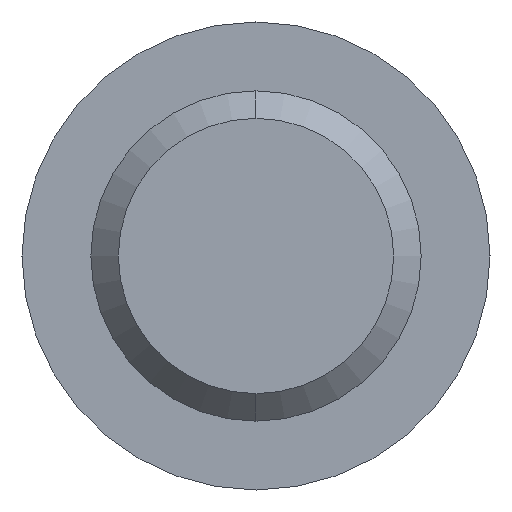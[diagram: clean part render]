
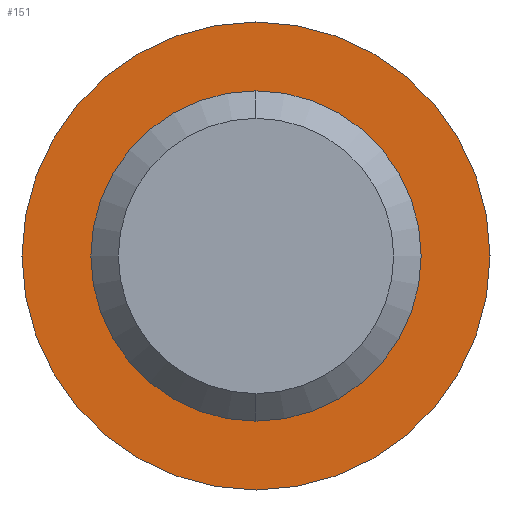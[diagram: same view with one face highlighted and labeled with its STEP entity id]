
A CAD part, left-side view. The second image highlights one B-rep face of the part: STEP entity #151.
In plain terms, the highlighted planar face has unit normal (-1, 0, 0).
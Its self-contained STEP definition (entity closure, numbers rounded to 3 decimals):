
#9 = AXIS2_PLACEMENT_3D ( 'NONE', #193, #170, #320 ) ;
#17 = DIRECTION ( 'NONE',  ( 0., 0., -1. ) ) ;
#21 = FACE_BOUND ( 'NONE', #112, .T. ) ;
#26 = EDGE_LOOP ( 'NONE', ( #232, #290 ) ) ;
#30 = CARTESIAN_POINT ( 'NONE',  ( -8., 0., 0. ) ) ;
#39 = AXIS2_PLACEMENT_3D ( 'NONE', #217, #153, #276 ) ;
#48 = CIRCLE ( 'NONE', #233, 3. ) ;
#50 = EDGE_CURVE ( 'NONE', #215, #270, #387, .T. ) ;
#65 = EDGE_CURVE ( 'NONE', #351, #333, #48, .T. ) ;
#70 = AXIS2_PLACEMENT_3D ( 'NONE', #284, #125, #250 ) ;
#82 = ORIENTED_EDGE ( 'NONE', *, *, #65, .T. ) ;
#86 = ORIENTED_EDGE ( 'NONE', *, *, #109, .T. ) ;
#90 = CARTESIAN_POINT ( 'NONE',  ( -8., 0., -4.25 ) ) ;
#99 = CARTESIAN_POINT ( 'NONE',  ( -8., 0., -3. ) ) ;
#109 = EDGE_CURVE ( 'NONE', #333, #351, #381, .T. ) ;
#112 = EDGE_LOOP ( 'NONE', ( #86, #82 ) ) ;
#125 = DIRECTION ( 'NONE',  ( 1., 0., 0. ) ) ;
#133 = DIRECTION ( 'NONE',  ( 0., 0., 1. ) ) ;
#147 = DIRECTION ( 'NONE',  ( 1., 0., 0. ) ) ;
#151 = ADVANCED_FACE ( 'NONE', ( #21, #159 ), #285, .T. ) ;
#153 = DIRECTION ( 'NONE',  ( 1., 0., 0. ) ) ;
#159 = FACE_OUTER_BOUND ( 'NONE', #26, .T. ) ;
#170 = DIRECTION ( 'NONE',  ( 1., 0., 0. ) ) ;
#193 = CARTESIAN_POINT ( 'NONE',  ( -8., 0., 0. ) ) ;
#215 = VERTEX_POINT ( 'NONE', #260 ) ;
#216 = CARTESIAN_POINT ( 'NONE',  ( -8., 0., 3. ) ) ;
#217 = CARTESIAN_POINT ( 'NONE',  ( -8., 0., 0. ) ) ;
#232 = ORIENTED_EDGE ( 'NONE', *, *, #329, .F. ) ;
#233 = AXIS2_PLACEMENT_3D ( 'NONE', #30, #147, #17 ) ;
#250 = DIRECTION ( 'NONE',  ( 0., 0., -1. ) ) ;
#260 = CARTESIAN_POINT ( 'NONE',  ( -8., 0., 4.25 ) ) ;
#270 = VERTEX_POINT ( 'NONE', #90 ) ;
#276 = DIRECTION ( 'NONE',  ( 0., 0., -1. ) ) ;
#278 = CIRCLE ( 'NONE', #70, 4.25 ) ;
#282 = CARTESIAN_POINT ( 'NONE',  ( -8., 4.25, 0. ) ) ;
#284 = CARTESIAN_POINT ( 'NONE',  ( -8., 0., 0. ) ) ;
#285 = PLANE ( 'NONE',  #369 ) ;
#290 = ORIENTED_EDGE ( 'NONE', *, *, #50, .F. ) ;
#320 = DIRECTION ( 'NONE',  ( 0., 0., -1. ) ) ;
#329 = EDGE_CURVE ( 'NONE', #270, #215, #278, .T. ) ;
#333 = VERTEX_POINT ( 'NONE', #99 ) ;
#351 = VERTEX_POINT ( 'NONE', #216 ) ;
#369 = AXIS2_PLACEMENT_3D ( 'NONE', #282, #385, #133 ) ;
#381 = CIRCLE ( 'NONE', #9, 3. ) ;
#385 = DIRECTION ( 'NONE',  ( -1., 0., 0. ) ) ;
#387 = CIRCLE ( 'NONE', #39, 4.25 ) ;
